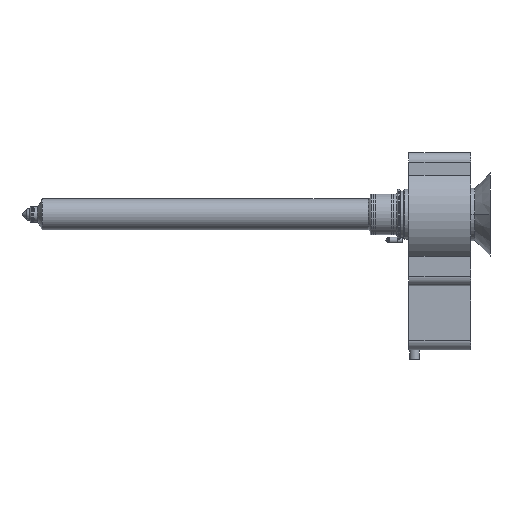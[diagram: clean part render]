
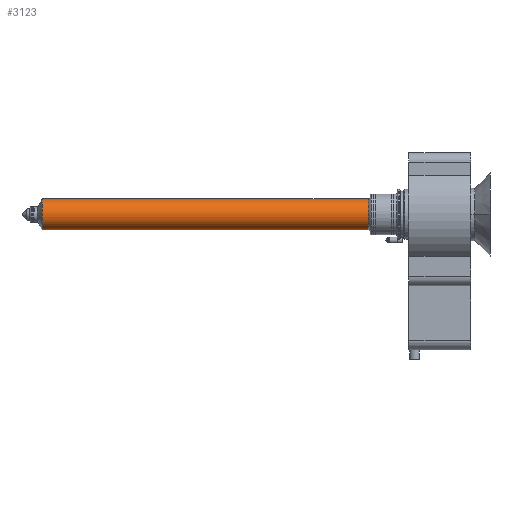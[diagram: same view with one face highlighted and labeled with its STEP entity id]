
A CAD part, top view. The second image highlights one B-rep face of the part: STEP entity #3123.
In plain terms, the highlighted cylindrical face has radius 8 mm (diameter 16 mm), a partial arc.
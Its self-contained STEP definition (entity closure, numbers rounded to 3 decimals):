
#273 = FACE_OUTER_BOUND ( 'NONE', #5787, .T. ) ;
#1196 = DIRECTION ( 'NONE',  ( 0., 0., -1. ) ) ;
#1249 = DIRECTION ( 'NONE',  ( -1., 0., 0. ) ) ;
#1998 = ORIENTED_EDGE ( 'NONE', *, *, #16900, .F. ) ;
#2077 = DIRECTION ( 'NONE',  ( -1., 0., 0. ) ) ;
#2241 = CARTESIAN_POINT ( 'NONE',  ( 8., 0., -179. ) ) ;
#2768 = EDGE_CURVE ( 'NONE', #4080, #7857, #7011, .T. ) ;
#2772 = VECTOR ( 'NONE', #14295, 1000. ) ;
#2996 = CYLINDRICAL_SURFACE ( 'NONE', #14165, 8. ) ;
#3043 = CARTESIAN_POINT ( 'NONE',  ( 0., 0., 0. ) ) ;
#3123 = ADVANCED_FACE ( 'NONE', ( #273 ), #2996, .T. ) ;
#3482 = AXIS2_PLACEMENT_3D ( 'NONE', #13779, #7456, #1249 ) ;
#3664 = EDGE_CURVE ( 'NONE', #17844, #4080, #6265, .T. ) ;
#4080 = VERTEX_POINT ( 'NONE', #7152 ) ;
#5100 = VECTOR ( 'NONE', #17693, 1000. ) ;
#5212 = ORIENTED_EDGE ( 'NONE', *, *, #2768, .T. ) ;
#5787 = EDGE_LOOP ( 'NONE', ( #18807, #5212, #17406, #1998 ) ) ;
#6265 = CIRCLE ( 'NONE', #3482, 8. ) ;
#6517 = CARTESIAN_POINT ( 'NONE',  ( 8., 0., 0. ) ) ;
#7011 = LINE ( 'NONE', #6517, #2772 ) ;
#7152 = CARTESIAN_POINT ( 'NONE',  ( 8., 0., -10.436 ) ) ;
#7456 = DIRECTION ( 'NONE',  ( 0., 0., -1. ) ) ;
#7857 = VERTEX_POINT ( 'NONE', #2241 ) ;
#7909 = AXIS2_PLACEMENT_3D ( 'NONE', #19289, #9857, #2077 ) ;
#9219 = CARTESIAN_POINT ( 'NONE',  ( -8., 0., -10.436 ) ) ;
#9493 = EDGE_CURVE ( 'NONE', #7857, #12221, #16905, .T. ) ;
#9496 = CARTESIAN_POINT ( 'NONE',  ( -8., 0., -179. ) ) ;
#9857 = DIRECTION ( 'NONE',  ( 0., 0., 1. ) ) ;
#10289 = LINE ( 'NONE', #16048, #5100 ) ;
#12221 = VERTEX_POINT ( 'NONE', #9496 ) ;
#13779 = CARTESIAN_POINT ( 'NONE',  ( 0., 0., -10.436 ) ) ;
#13923 = DIRECTION ( 'NONE',  ( -1., 0., 0. ) ) ;
#14165 = AXIS2_PLACEMENT_3D ( 'NONE', #3043, #1196, #13923 ) ;
#14295 = DIRECTION ( 'NONE',  ( 0., 0., -1. ) ) ;
#16048 = CARTESIAN_POINT ( 'NONE',  ( -8., 0., 0. ) ) ;
#16900 = EDGE_CURVE ( 'NONE', #17844, #12221, #10289, .T. ) ;
#16905 = CIRCLE ( 'NONE', #7909, 8. ) ;
#17406 = ORIENTED_EDGE ( 'NONE', *, *, #9493, .T. ) ;
#17693 = DIRECTION ( 'NONE',  ( 0., 0., -1. ) ) ;
#17844 = VERTEX_POINT ( 'NONE', #9219 ) ;
#18807 = ORIENTED_EDGE ( 'NONE', *, *, #3664, .T. ) ;
#19289 = CARTESIAN_POINT ( 'NONE',  ( 0., 0., -179. ) ) ;
